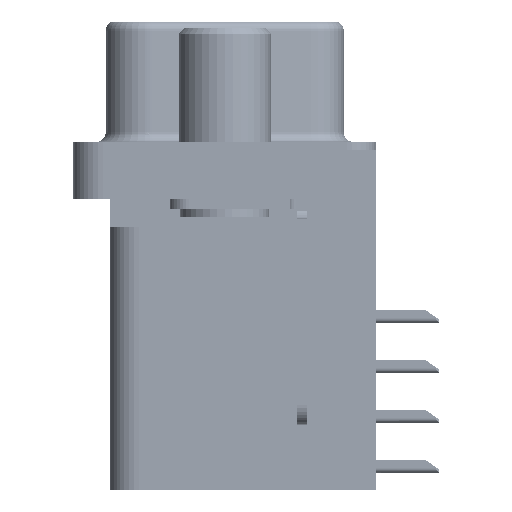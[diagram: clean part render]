
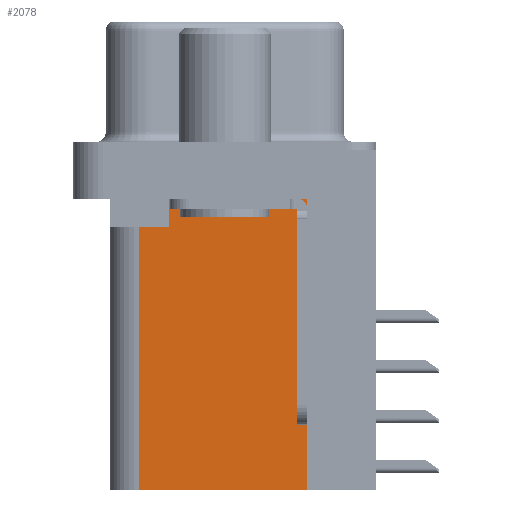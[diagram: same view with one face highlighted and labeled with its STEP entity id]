
A CAD part, left-side view. The second image highlights one B-rep face of the part: STEP entity #2078.
In plain terms, the highlighted planar face has unit normal (-1, 0, 0).
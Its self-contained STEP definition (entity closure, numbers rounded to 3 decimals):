
#1810 = EDGE_LOOP ( 'NONE', ( #3750, #26730, #20252, #42327, #20445, #37277 ) ) ;
#2078 = ADVANCED_FACE ( 'NONE', ( #19123 ), #41264, .F. ) ;
#3750 = ORIENTED_EDGE ( 'NONE', *, *, #31719, .T. ) ;
#4481 = CARTESIAN_POINT ( 'NONE',  ( 3.75, 2.85, -3.9 ) ) ;
#4553 = CARTESIAN_POINT ( 'NONE',  ( 3.75, 0., -3.9 ) ) ;
#4882 = LINE ( 'NONE', #16414, #24735 ) ;
#6284 = VECTOR ( 'NONE', #32531, 1000. ) ;
#7964 = VERTEX_POINT ( 'NONE', #26801 ) ;
#9789 = CARTESIAN_POINT ( 'NONE',  ( 3.75, -4.2, -17.3 ) ) ;
#10939 = CARTESIAN_POINT ( 'NONE',  ( 3.75, -4.2, -17.3 ) ) ;
#12270 = LINE ( 'NONE', #42726, #30389 ) ;
#12963 = CARTESIAN_POINT ( 'NONE',  ( 3.75, -4.2, -2.5 ) ) ;
#14332 = LINE ( 'NONE', #4553, #29791 ) ;
#14384 = LINE ( 'NONE', #12963, #32930 ) ;
#16414 = CARTESIAN_POINT ( 'NONE',  ( 3.75, -4.2, -17.3 ) ) ;
#16565 = DIRECTION ( 'NONE',  ( 0., 0., 1. ) ) ;
#18336 = DIRECTION ( 'NONE',  ( 0., 1., 0. ) ) ;
#19123 = FACE_OUTER_BOUND ( 'NONE', #1810, .T. ) ;
#20252 = ORIENTED_EDGE ( 'NONE', *, *, #32359, .T. ) ;
#20425 = VERTEX_POINT ( 'NONE', #35098 ) ;
#20445 = ORIENTED_EDGE ( 'NONE', *, *, #35139, .F. ) ;
#22288 = CARTESIAN_POINT ( 'NONE',  ( 3.75, 2.85, -2.5 ) ) ;
#23924 = LINE ( 'NONE', #9789, #6284 ) ;
#24735 = VECTOR ( 'NONE', #35582, 1000. ) ;
#26730 = ORIENTED_EDGE ( 'NONE', *, *, #32097, .T. ) ;
#26801 = CARTESIAN_POINT ( 'NONE',  ( 3.75, 4.35, -3.9 ) ) ;
#28326 = CARTESIAN_POINT ( 'NONE',  ( 3.75, -4.2, -17.3 ) ) ;
#28594 = EDGE_CURVE ( 'NONE', #20425, #7964, #38301, .T. ) ;
#28745 = VERTEX_POINT ( 'NONE', #10939 ) ;
#29791 = VECTOR ( 'NONE', #18336, 1000. ) ;
#30389 = VECTOR ( 'NONE', #39651, 1000. ) ;
#30625 = AXIS2_PLACEMENT_3D ( 'NONE', #28326, #38333, #35214 ) ;
#31719 = EDGE_CURVE ( 'NONE', #37108, #42578, #14384, .T. ) ;
#31792 = EDGE_CURVE ( 'NONE', #28745, #37108, #4882, .T. ) ;
#32097 = EDGE_CURVE ( 'NONE', #42578, #37125, #12270, .T. ) ;
#32359 = EDGE_CURVE ( 'NONE', #37125, #7964, #14332, .T. ) ;
#32531 = DIRECTION ( 'NONE',  ( 0., 1., 0. ) ) ;
#32930 = VECTOR ( 'NONE', #35444, 1000. ) ;
#34230 = CARTESIAN_POINT ( 'NONE',  ( 3.75, -4.2, -2.5 ) ) ;
#35098 = CARTESIAN_POINT ( 'NONE',  ( 3.75, 4.35, -17.3 ) ) ;
#35139 = EDGE_CURVE ( 'NONE', #28745, #20425, #23924, .T. ) ;
#35214 = DIRECTION ( 'NONE',  ( 0., 1., 0. ) ) ;
#35444 = DIRECTION ( 'NONE',  ( 0., 1., 0. ) ) ;
#35582 = DIRECTION ( 'NONE',  ( 0., 0., 1. ) ) ;
#37108 = VERTEX_POINT ( 'NONE', #34230 ) ;
#37125 = VERTEX_POINT ( 'NONE', #4481 ) ;
#37277 = ORIENTED_EDGE ( 'NONE', *, *, #31792, .T. ) ;
#38262 = VECTOR ( 'NONE', #16565, 1000. ) ;
#38301 = LINE ( 'NONE', #38834, #38262 ) ;
#38333 = DIRECTION ( 'NONE',  ( 1., 0., 0. ) ) ;
#38834 = CARTESIAN_POINT ( 'NONE',  ( 3.75, 4.35, -17.3 ) ) ;
#39651 = DIRECTION ( 'NONE',  ( 0., 0., -1. ) ) ;
#41264 = PLANE ( 'NONE',  #30625 ) ;
#42327 = ORIENTED_EDGE ( 'NONE', *, *, #28594, .F. ) ;
#42578 = VERTEX_POINT ( 'NONE', #22288 ) ;
#42726 = CARTESIAN_POINT ( 'NONE',  ( 3.75, 2.85, -3.9 ) ) ;
